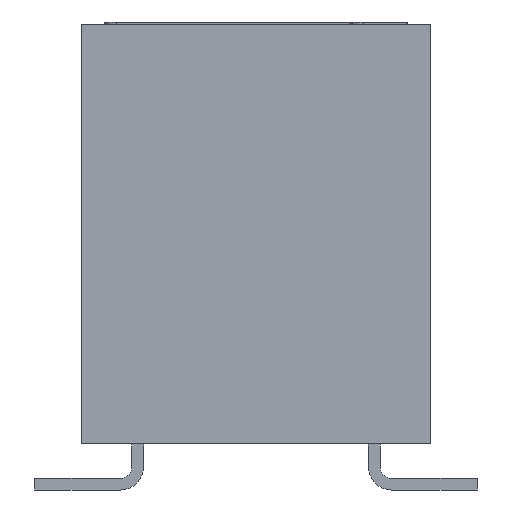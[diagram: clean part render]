
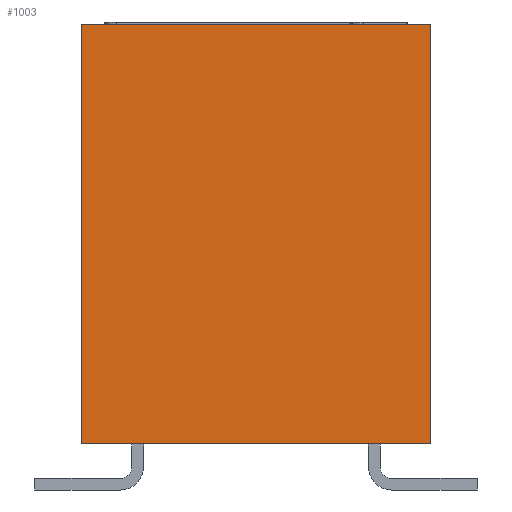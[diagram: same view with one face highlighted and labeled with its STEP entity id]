
A CAD part, front view. The second image highlights one B-rep face of the part: STEP entity #1003.
In plain terms, the highlighted planar face has unit normal (0, -1, 0).
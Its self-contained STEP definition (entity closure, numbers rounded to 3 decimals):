
#62 = VERTEX_POINT('',#63);
#63 = CARTESIAN_POINT('',(3.75,-8.75,1.));
#71 = VERTEX_POINT('',#72);
#72 = CARTESIAN_POINT('',(-3.75,-8.75,1.));
#78 = EDGE_CURVE('',#62,#71,#79,.T.);
#79 = LINE('',#80,#81);
#80 = CARTESIAN_POINT('',(3.75,-8.75,1.));
#81 = VECTOR('',#82,1.);
#82 = DIRECTION('',(-1.,0.,0.));
#129 = VERTEX_POINT('',#130);
#130 = CARTESIAN_POINT('',(3.75,-8.75,10.));
#136 = EDGE_CURVE('',#62,#129,#137,.T.);
#137 = LINE('',#138,#139);
#138 = CARTESIAN_POINT('',(3.75,-8.75,0.));
#139 = VECTOR('',#140,1.);
#140 = DIRECTION('',(0.,0.,1.));
#152 = EDGE_CURVE('',#129,#153,#155,.T.);
#153 = VERTEX_POINT('',#154);
#154 = CARTESIAN_POINT('',(-3.75,-8.75,10.));
#155 = LINE('',#156,#157);
#156 = CARTESIAN_POINT('',(3.75,-8.75,10.));
#157 = VECTOR('',#158,1.);
#158 = DIRECTION('',(-1.,0.,0.));
#991 = EDGE_CURVE('',#71,#153,#992,.T.);
#992 = LINE('',#993,#994);
#993 = CARTESIAN_POINT('',(-3.75,-8.75,0.));
#994 = VECTOR('',#995,1.);
#995 = DIRECTION('',(0.,0.,1.));
#1003 = ADVANCED_FACE('',(#1004),#1010,.T.);
#1004 = FACE_BOUND('',#1005,.T.);
#1005 = EDGE_LOOP('',(#1006,#1007,#1008,#1009));
#1006 = ORIENTED_EDGE('',*,*,#78,.F.);
#1007 = ORIENTED_EDGE('',*,*,#136,.T.);
#1008 = ORIENTED_EDGE('',*,*,#152,.T.);
#1009 = ORIENTED_EDGE('',*,*,#991,.F.);
#1010 = PLANE('',#1011);
#1011 = AXIS2_PLACEMENT_3D('',#1012,#1013,#1014);
#1012 = CARTESIAN_POINT('',(3.75,-8.75,0.));
#1013 = DIRECTION('',(0.,-1.,0.));
#1014 = DIRECTION('',(-1.,0.,0.));
